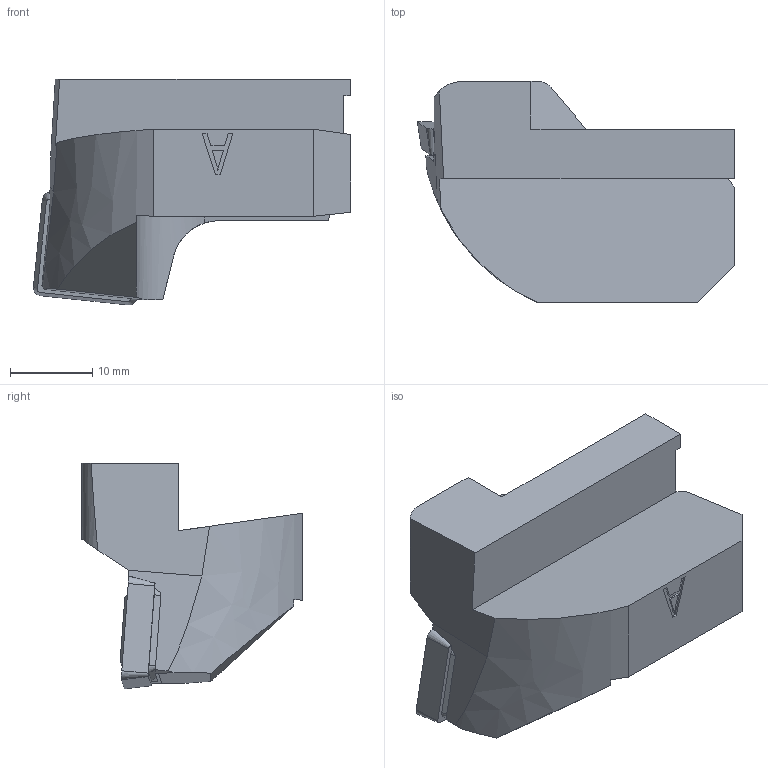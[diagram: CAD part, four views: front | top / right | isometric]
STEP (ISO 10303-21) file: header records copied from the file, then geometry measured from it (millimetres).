
FILE_DESCRIPTION(/* description */ (''),/* implementation_level */ '2;1');
FILE_NAME(/* name */ '1548225465209.stp',/* time_stamp */ '2019-01-23T07:38:02+01:00',/* author */ (''),/* organization */ ('SMS'),/* preprocessor_version */ 'ST-DEVELOPER v15',/* originating_system */ 'SIEMENS PLM Software NX 8.5',/* authorisation */ '');
FILE_SCHEMA (('AUTOMOTIVE_DESIGN { 1 0 10303 214 3 1 1 1 }'));
Length unit declared in the file: millimetre
Products named in the file (4): ASSEMBLY_CONSTRUCTION; 201012610mod000_00; 201030071mod000_00; 201030094mod000_01
Assembly tree (3 placements, depth 2):
  201030094mod000_01
    201030071mod000_00
    201012610mod000_00
    ASSEMBLY_CONSTRUCTION
Bounding box: 38.47 x 26.8 x 27.41 mm (x, y, z)
Volume: 10087.9 mm3; surface area: 4293.3 mm2
Topology: 2 solids, 2 shells, 95 faces, 260 edges, 182 vertices
Faces by surface type: plane 67, cone 10, torus 8, cylinder 7, extrusion 3
Full cylindrical faces by diameter (mm): 4 x2
Entity records: 3257 total; most frequent: CARTESIAN_POINT 708, ORIENTED_EDGE 500, DIRECTION 464, EDGE_CURVE 250, VERTEX_POINT 184, VECTOR 164, LINE 161, AXIS2_PLACEMENT_3D 150
